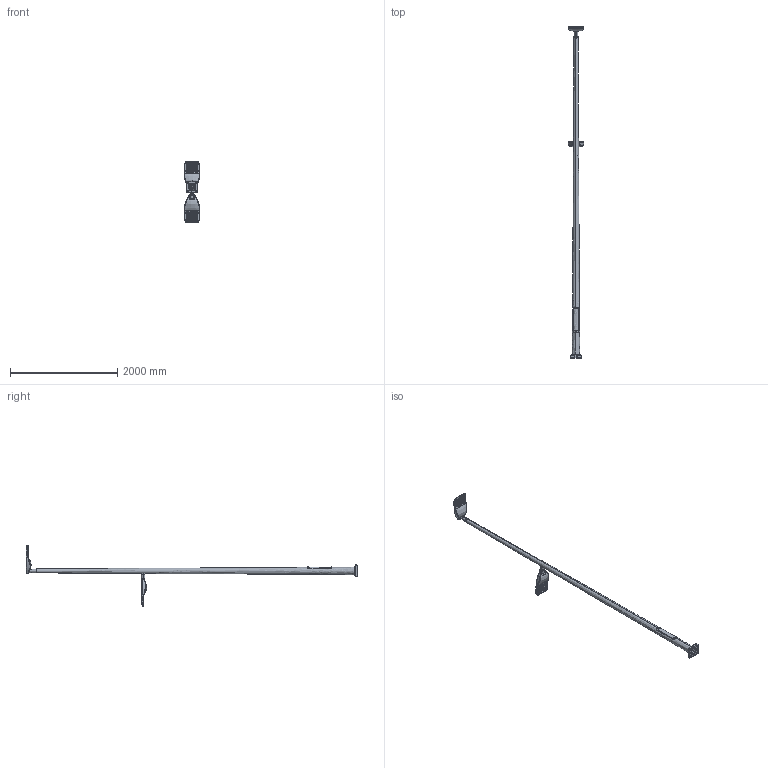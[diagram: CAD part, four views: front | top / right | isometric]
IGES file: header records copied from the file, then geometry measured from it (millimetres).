
Start section: SolidWorks IGES file using analytic representation for surfaces
Global section: file name: verta-2-6(60)-4(60)-(Ê200-150-4õ20)-ö+ïî.IGS; native system: SolidWorks 2020; preprocessor: SolidWorks 2020; author: Åêàòåðèíà; date: 210713.120203; units: millimetre
Bounding box: 289.03 x 6197.42 x 1142.86 mm (x, y, z)
Surface area: 5259051.7 mm2 (no closed solid volume)
Topology: 0 solids, 0 shells, 1176 faces, 17732 edges, 17716 vertices
Faces by surface type: bspline 660, revolution 516
